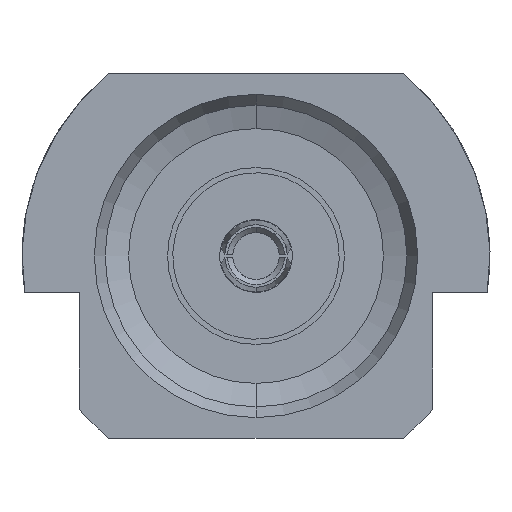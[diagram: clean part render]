
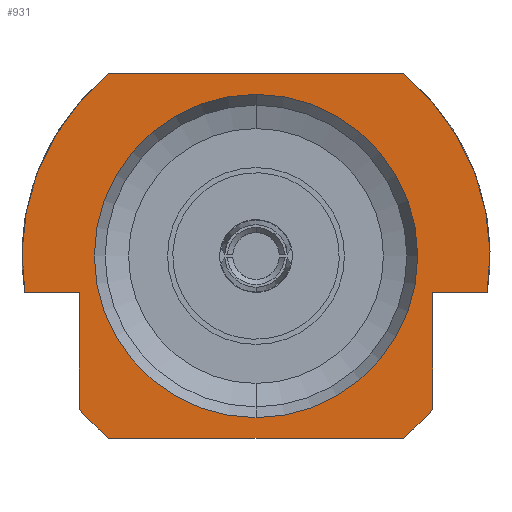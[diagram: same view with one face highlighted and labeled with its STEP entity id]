
A CAD part, left-side view. The second image highlights one B-rep face of the part: STEP entity #931.
In plain terms, the highlighted planar face has unit normal (-1, 0, 0).
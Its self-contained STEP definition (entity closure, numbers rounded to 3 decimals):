
#9 = DIRECTION ( 'NONE',  ( 1., 0., 0. ) ) ;
#10 = ORIENTED_EDGE ( 'NONE', *, *, #1592, .F. ) ;
#16 = VERTEX_POINT ( 'NONE', #282 ) ;
#38 = CARTESIAN_POINT ( 'NONE',  ( 0., -1.414, -1.75 ) ) ;
#47 = CARTESIAN_POINT ( 'NONE',  ( 0., 1.7, -0.35 ) ) ;
#53 = VERTEX_POINT ( 'NONE', #1005 ) ;
#63 = VERTEX_POINT ( 'NONE', #1477 ) ;
#81 = VERTEX_POINT ( 'NONE', #38 ) ;
#90 = ORIENTED_EDGE ( 'NONE', *, *, #1859, .F. ) ;
#97 = EDGE_LOOP ( 'NONE', ( #680, #1555, #1221, #999, #1872, #761, #276, #475, #90, #205 ) ) ;
#110 = DIRECTION ( 'NONE',  ( 0., 0., 1. ) ) ;
#127 = EDGE_CURVE ( 'NONE', #1452, #360, #1040, .T. ) ;
#137 = EDGE_CURVE ( 'NONE', #53, #1271, #964, .T. ) ;
#145 = AXIS2_PLACEMENT_3D ( 'NONE', #472, #921, #1625 ) ;
#176 = CARTESIAN_POINT ( 'NONE',  ( 0., 0., -1.554 ) ) ;
#178 = VECTOR ( 'NONE', #763, 1000. ) ;
#181 = CARTESIAN_POINT ( 'NONE',  ( 0., 1.7, -1.75 ) ) ;
#182 = CIRCLE ( 'NONE', #1613, 2.25 ) ;
#205 = ORIENTED_EDGE ( 'NONE', *, *, #227, .F. ) ;
#206 = CARTESIAN_POINT ( 'NONE',  ( 0., 1.987, 1.75 ) ) ;
#212 = CIRCLE ( 'NONE', #1525, 2.25 ) ;
#222 = DIRECTION ( 'NONE',  ( 0., 0., 1. ) ) ;
#227 = EDGE_CURVE ( 'NONE', #53, #749, #1385, .T. ) ;
#244 = CARTESIAN_POINT ( 'NONE',  ( 0., -1.7, -0.35 ) ) ;
#265 = LINE ( 'NONE', #853, #1281 ) ;
#276 = ORIENTED_EDGE ( 'NONE', *, *, #1211, .F. ) ;
#282 = CARTESIAN_POINT ( 'NONE',  ( 0., -1.7, -1.474 ) ) ;
#360 = VERTEX_POINT ( 'NONE', #990 ) ;
#424 = DIRECTION ( 'NONE',  ( 0., 1., 0. ) ) ;
#430 = FACE_BOUND ( 'NONE', #702, .T. ) ;
#461 = DIRECTION ( 'NONE',  ( 0., 0., -1. ) ) ;
#468 = CARTESIAN_POINT ( 'NONE',  ( 0., 0., 0. ) ) ;
#472 = CARTESIAN_POINT ( 'NONE',  ( 0., 0., 0. ) ) ;
#475 = ORIENTED_EDGE ( 'NONE', *, *, #1080, .T. ) ;
#492 = EDGE_CURVE ( 'NONE', #1707, #1452, #1055, .T. ) ;
#506 = DIRECTION ( 'NONE',  ( -1., 0., 0. ) ) ;
#567 = DIRECTION ( 'NONE',  ( -1., 0., 0. ) ) ;
#605 = AXIS2_PLACEMENT_3D ( 'NONE', #1844, #567, #110 ) ;
#671 = EDGE_CURVE ( 'NONE', #1707, #1152, #1185, .T. ) ;
#680 = ORIENTED_EDGE ( 'NONE', *, *, #137, .T. ) ;
#689 = CARTESIAN_POINT ( 'NONE',  ( 0., 1.414, -1.75 ) ) ;
#697 = VECTOR ( 'NONE', #786, 1000. ) ;
#702 = EDGE_LOOP ( 'NONE', ( #1741, #10 ) ) ;
#707 = DIRECTION ( 'NONE',  ( 0., 0., 1. ) ) ;
#749 = VERTEX_POINT ( 'NONE', #244 ) ;
#761 = ORIENTED_EDGE ( 'NONE', *, *, #671, .T. ) ;
#763 = DIRECTION ( 'NONE',  ( 0., 0., 1. ) ) ;
#780 = LINE ( 'NONE', #1642, #820 ) ;
#786 = DIRECTION ( 'NONE',  ( 0., -1., 0. ) ) ;
#820 = VECTOR ( 'NONE', #1659, 1000. ) ;
#833 = DIRECTION ( 'NONE',  ( 0., 1., 0. ) ) ;
#853 = CARTESIAN_POINT ( 'NONE',  ( 0., 1.7, -1.75 ) ) ;
#915 = AXIS2_PLACEMENT_3D ( 'NONE', #1297, #1437, #707 ) ;
#921 = DIRECTION ( 'NONE',  ( -1., 0., 0. ) ) ;
#931 = ADVANCED_FACE ( 'NONE', ( #430, #1480 ), #1016, .F. ) ;
#938 = VECTOR ( 'NONE', #1795, 1000. ) ;
#964 = CIRCLE ( 'NONE', #145, 2.25 ) ;
#972 = AXIS2_PLACEMENT_3D ( 'NONE', #1394, #991, #222 ) ;
#976 = CARTESIAN_POINT ( 'NONE',  ( 0., 0., 0. ) ) ;
#990 = CARTESIAN_POINT ( 'NONE',  ( 0., 2.223, -0.35 ) ) ;
#991 = DIRECTION ( 'NONE',  ( -1., 0., 0. ) ) ;
#993 = DIRECTION ( 'NONE',  ( -1., 0., 0. ) ) ;
#999 = ORIENTED_EDGE ( 'NONE', *, *, #127, .F. ) ;
#1001 = AXIS2_PLACEMENT_3D ( 'NONE', #1333, #9, #461 ) ;
#1005 = CARTESIAN_POINT ( 'NONE',  ( 0., -2.223, -0.35 ) ) ;
#1016 = PLANE ( 'NONE',  #1001 ) ;
#1040 = LINE ( 'NONE', #1653, #938 ) ;
#1055 = LINE ( 'NONE', #181, #178 ) ;
#1080 = EDGE_CURVE ( 'NONE', #81, #16, #182, .T. ) ;
#1149 = EDGE_CURVE ( 'NONE', #1800, #1271, #1516, .T. ) ;
#1152 = VERTEX_POINT ( 'NONE', #689 ) ;
#1185 = CIRCLE ( 'NONE', #605, 2.25 ) ;
#1208 = EDGE_CURVE ( 'NONE', #1800, #360, #212, .T. ) ;
#1211 = EDGE_CURVE ( 'NONE', #81, #1152, #265, .T. ) ;
#1221 = ORIENTED_EDGE ( 'NONE', *, *, #1208, .T. ) ;
#1231 = DIRECTION ( 'NONE',  ( 0., 0., 1. ) ) ;
#1271 = VERTEX_POINT ( 'NONE', #1711 ) ;
#1281 = VECTOR ( 'NONE', #833, 1000. ) ;
#1285 = VERTEX_POINT ( 'NONE', #176 ) ;
#1297 = CARTESIAN_POINT ( 'NONE',  ( 0., 0., 0. ) ) ;
#1333 = CARTESIAN_POINT ( 'NONE',  ( 0., 1.554, 0. ) ) ;
#1385 = LINE ( 'NONE', #1680, #1668 ) ;
#1394 = CARTESIAN_POINT ( 'NONE',  ( 0., 0., 0. ) ) ;
#1435 = CIRCLE ( 'NONE', #972, 1.554 ) ;
#1437 = DIRECTION ( 'NONE',  ( -1., 0., 0. ) ) ;
#1452 = VERTEX_POINT ( 'NONE', #47 ) ;
#1465 = CARTESIAN_POINT ( 'NONE',  ( 0., 1.7, -1.474 ) ) ;
#1477 = CARTESIAN_POINT ( 'NONE',  ( 0., 0., 1.554 ) ) ;
#1480 = FACE_OUTER_BOUND ( 'NONE', #97, .T. ) ;
#1516 = LINE ( 'NONE', #206, #697 ) ;
#1525 = AXIS2_PLACEMENT_3D ( 'NONE', #976, #993, #1576 ) ;
#1555 = ORIENTED_EDGE ( 'NONE', *, *, #1149, .F. ) ;
#1576 = DIRECTION ( 'NONE',  ( 0., 0., 1. ) ) ;
#1592 = EDGE_CURVE ( 'NONE', #1285, #63, #1435, .T. ) ;
#1613 = AXIS2_PLACEMENT_3D ( 'NONE', #468, #506, #1231 ) ;
#1625 = DIRECTION ( 'NONE',  ( 0., 0., 1. ) ) ;
#1642 = CARTESIAN_POINT ( 'NONE',  ( 0., -1.7, -1.75 ) ) ;
#1653 = CARTESIAN_POINT ( 'NONE',  ( 0., 2.25, -0.35 ) ) ;
#1659 = DIRECTION ( 'NONE',  ( 0., 0., -1. ) ) ;
#1668 = VECTOR ( 'NONE', #424, 1000. ) ;
#1677 = CIRCLE ( 'NONE', #915, 1.554 ) ;
#1680 = CARTESIAN_POINT ( 'NONE',  ( 0., -1.7, -0.35 ) ) ;
#1707 = VERTEX_POINT ( 'NONE', #1465 ) ;
#1711 = CARTESIAN_POINT ( 'NONE',  ( 0., -1.414, 1.75 ) ) ;
#1741 = ORIENTED_EDGE ( 'NONE', *, *, #1778, .F. ) ;
#1778 = EDGE_CURVE ( 'NONE', #63, #1285, #1677, .T. ) ;
#1795 = DIRECTION ( 'NONE',  ( 0., 1., 0. ) ) ;
#1800 = VERTEX_POINT ( 'NONE', #1803 ) ;
#1803 = CARTESIAN_POINT ( 'NONE',  ( 0., 1.414, 1.75 ) ) ;
#1844 = CARTESIAN_POINT ( 'NONE',  ( 0., 0., 0. ) ) ;
#1859 = EDGE_CURVE ( 'NONE', #749, #16, #780, .T. ) ;
#1872 = ORIENTED_EDGE ( 'NONE', *, *, #492, .F. ) ;
